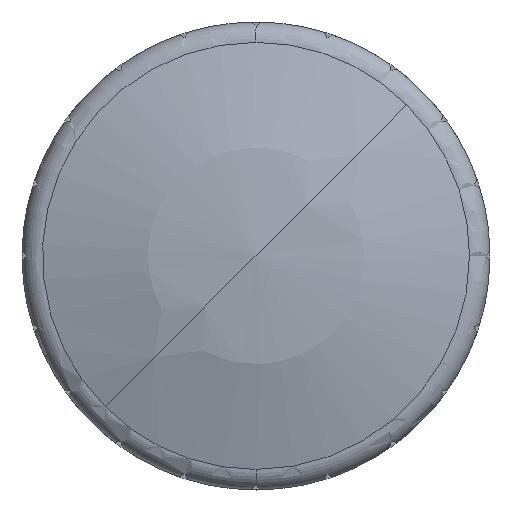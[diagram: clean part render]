
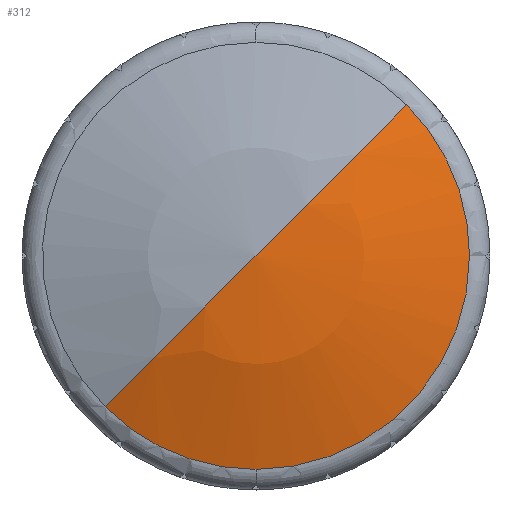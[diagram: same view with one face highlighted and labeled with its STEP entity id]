
A CAD part, top view. The second image highlights one B-rep face of the part: STEP entity #312.
In plain terms, the highlighted spherical face has radius 46.575 mm.
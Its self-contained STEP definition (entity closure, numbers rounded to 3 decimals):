
#312=ADVANCED_FACE('',(#651),#652,.T.);
#651=FACE_OUTER_BOUND('',#1021,.T.);
#652=SPHERICAL_SURFACE('',#1022,46.575);
#1021=EDGE_LOOP('',(#1914,#1915,#1916,#1917,#1918));
#1022=AXIS2_PLACEMENT_3D('',#1919,#1920,#1921);
#1914=ORIENTED_EDGE('',*,*,#2211,.T.);
#1915=ORIENTED_EDGE('',*,*,#2214,.T.);
#1916=ORIENTED_EDGE('',*,*,#2364,.T.);
#1917=ORIENTED_EDGE('',*,*,#2281,.T.);
#1918=ORIENTED_EDGE('',*,*,#2280,.T.);
#1919=CARTESIAN_POINT('',(0.0,0.0,-6.075));
#1920=DIRECTION('',(0.0,0.0,1.0));
#1921=DIRECTION('',(0.707,0.707,0.0));
#2211=EDGE_CURVE('',#2633,#2634,#2635,.T.);
#2214=EDGE_CURVE('',#2634,#2638,#2640,.T.);
#2280=EDGE_CURVE('',#2764,#2633,#2765,.T.);
#2281=EDGE_CURVE('',#2766,#2764,#2767,.T.);
#2364=EDGE_CURVE('',#2638,#2766,#2900,.T.);
#2633=VERTEX_POINT('',#3251);
#2634=VERTEX_POINT('',#3252);
#2635=CIRCLE('',#3253,46.575);
#2638=VERTEX_POINT('',#3256);
#2640=CIRCLE('',#3258,46.575);
#2764=VERTEX_POINT('',#3406);
#2765=CIRCLE('',#3407,15.057);
#2766=VERTEX_POINT('',#3408);
#2767=CIRCLE('',#3409,15.057);
#2900=CIRCLE('',#4031,15.057);
#3251=CARTESIAN_POINT('',(10.647,10.647,37.999));
#3252=CARTESIAN_POINT('',(0.0,0.0,40.5));
#3253=AXIS2_PLACEMENT_3D('',#4742,#4743,#4744);
#3256=CARTESIAN_POINT('',(-10.647,-10.647,37.999));
#3258=AXIS2_PLACEMENT_3D('',#4751,#4752,#4753);
#3406=CARTESIAN_POINT('',(15.057,0.,37.999));
#3407=AXIS2_PLACEMENT_3D('',#4886,#4887,#4888);
#3408=CARTESIAN_POINT('',(0.,-15.057,37.999));
#3409=AXIS2_PLACEMENT_3D('',#4889,#4890,#4891);
#4031=AXIS2_PLACEMENT_3D('',#4964,#4965,#4966);
#4742=CARTESIAN_POINT('',(0.0,0.0,-6.075));
#4743=DIRECTION('',(0.707,-0.707,0.0));
#4744=DIRECTION('',(0.0,0.0,1.0));
#4751=CARTESIAN_POINT('',(0.0,0.0,-6.075));
#4752=DIRECTION('',(0.707,-0.707,0.0));
#4753=DIRECTION('',(0.0,0.0,1.0));
#4886=CARTESIAN_POINT('',(0.0,0.,37.999));
#4887=DIRECTION('',(0.0,0.,1.0));
#4888=DIRECTION('',(-1.0,0.0,-0.0));
#4889=CARTESIAN_POINT('',(0.0,0.,37.999));
#4890=DIRECTION('',(0.0,0.,1.0));
#4891=DIRECTION('',(-1.0,0.0,-0.0));
#4964=CARTESIAN_POINT('',(0.0,0.,37.999));
#4965=DIRECTION('',(0.0,0.,1.0));
#4966=DIRECTION('',(-1.0,0.0,-0.0));
